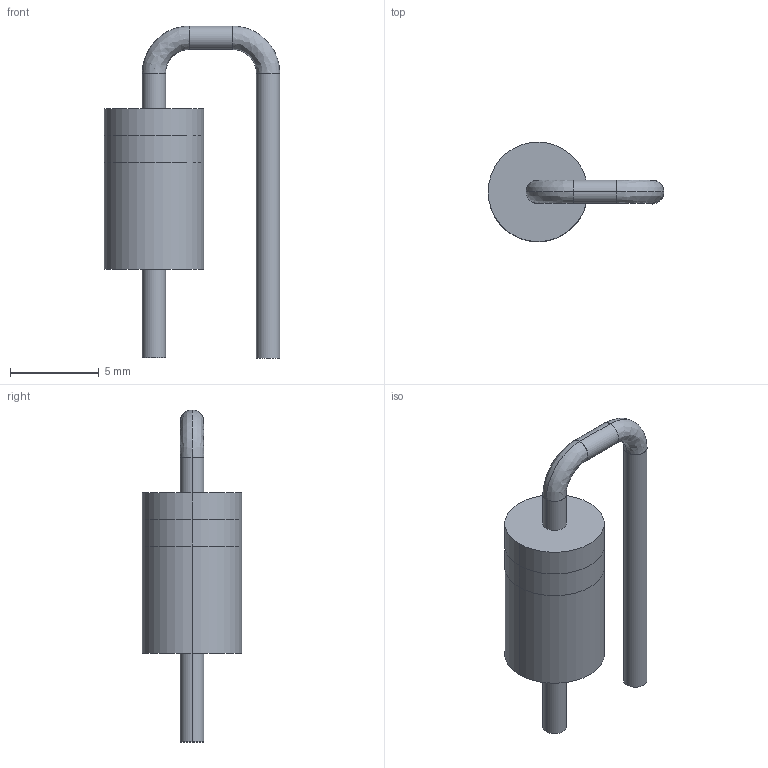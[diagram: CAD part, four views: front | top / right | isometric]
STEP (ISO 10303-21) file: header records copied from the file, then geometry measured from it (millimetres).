
FILE_DESCRIPTION (( 'STEP AP214' ), '1' );
FILE_NAME ('User Library-User Library-DO-201AV-Vertical_2001.STEP', '2015-01-20T17:27:05', ( 'Windows User' ), ( '' ), 'SwSTEP 2.0', 'SolidWorks 2015', '' );
FILE_SCHEMA (( 'AUTOMOTIVE_DESIGN' ));
Length unit declared in the file: millimetre
Products named in the file (10): User Library-User Library-DO-201AV-Vertical_2001_User Library-DO-201AV-Vertical_200_Cylinder004; User Library-User Library-DO-201AV-Vertical_2001_User Library-DO-201AV-Vertical_200_Torus; User Library-User Library-DO-201AV-Vertical_2001_User Library-DO-201AV-Vertical_200_Cylinder001; User Library-User Library-DO-201AV-Vertical_2001_User Library-DO-201AV-Vertical_200_Cylinder002; User Library-User Library-DO-201AV-Vertical_2001_User Library-DO-201AV-Vertical_200_Cylinder003; User Library-User Library-DO-201AV-Vertical_2001_User Library-DO-201AV-Vertical_200_Cylinder005; User Library-User Library-DO-201AV-Vertical_2001_User Library-DO-201AV-Vertical_200_Torus001; User Library-User Library-DO-201AV-Vertical_2001_User Library-DO-201AV-Vertical_200_Cylinder006; User Library-User Library-DO-201AV-Vertical_2001_User Library-DO-201AV-Vertical_200_Cylinder; User Library-User Library-DO-201AV-Vertical_2001
Assembly tree (9 placements, depth 2):
  User Library-User Library-DO-201AV-Vertical_2001
    User Library-User Library-DO-201AV-Vertical_2001_User Library-DO-201AV-Vertical_200_Cylinder
    User Library-User Library-DO-201AV-Vertical_2001_User Library-DO-201AV-Vertical_200_Cylinder006
    User Library-User Library-DO-201AV-Vertical_2001_User Library-DO-201AV-Vertical_200_Torus001
    User Library-User Library-DO-201AV-Vertical_2001_User Library-DO-201AV-Vertical_200_Cylinder005
    User Library-User Library-DO-201AV-Vertical_2001_User Library-DO-201AV-Vertical_200_Cylinder003
    User Library-User Library-DO-201AV-Vertical_2001_User Library-DO-201AV-Vertical_200_Cylinder002
    User Library-User Library-DO-201AV-Vertical_2001_User Library-DO-201AV-Vertical_200_Cylinder001
    User Library-User Library-DO-201AV-Vertical_2001_User Library-DO-201AV-Vertical_200_Torus
    User Library-User Library-DO-201AV-Vertical_2001_User Library-DO-201AV-Vertical_200_Cylinder004
Bounding box: 9.89 x 5.6 x 18.69 mm (x, y, z)
Volume: 265.8 mm3; surface area: 454.7 mm2
Topology: 9 solids, 9 shells, 36 faces, 54 edges, 36 vertices
Faces by surface type: plane 18, cylinder 14, bspline 4
Entity records: 1756 total; most frequent: CARTESIAN_POINT 302, DIRECTION 166, ORIENTED_EDGE 108, AXIS2_PLACEMENT_3D 76, UNCERTAINTY_MEASURE_WITH_UNIT 64, STYLED_ITEM 54, PRESENTATION_STYLE_ASSIGNMENT 54, PRESENTATION_LAYER_ASSIGNMENT 54
